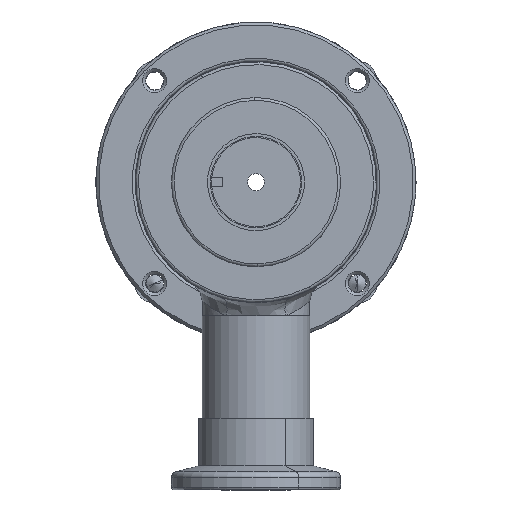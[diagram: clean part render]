
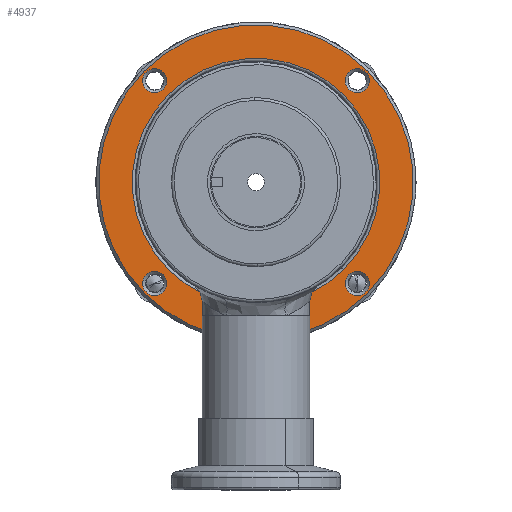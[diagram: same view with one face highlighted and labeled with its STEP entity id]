
A CAD part, front view. The second image highlights one B-rep face of the part: STEP entity #4937.
In plain terms, the highlighted planar face has unit normal (0, -1, 0).
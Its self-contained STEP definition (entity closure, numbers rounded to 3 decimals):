
#55 = ORIENTED_EDGE ( 'NONE', *, *, #8334, .T. ) ;
#87 = DIRECTION ( 'NONE',  ( 0.707, 0., -0.707 ) ) ;
#746 = VERTEX_POINT ( 'NONE', #8561 ) ;
#765 = DIRECTION ( 'NONE',  ( 0.707, 0., -0.707 ) ) ;
#767 = CIRCLE ( 'NONE', #2851, 2.15 ) ;
#831 = CARTESIAN_POINT ( 'NONE',  ( -19.481, 34.1, 19.481 ) ) ;
#893 = AXIS2_PLACEMENT_3D ( 'NONE', #1748, #4313, #1786 ) ;
#1025 = AXIS2_PLACEMENT_3D ( 'NONE', #8800, #1184, #1766 ) ;
#1086 = DIRECTION ( 'NONE',  ( 0., 1., 0. ) ) ;
#1111 = CIRCLE ( 'NONE', #7043, 21.95 ) ;
#1184 = DIRECTION ( 'NONE',  ( 0., 1., 0. ) ) ;
#1243 = VERTEX_POINT ( 'NONE', #12484 ) ;
#1282 = ORIENTED_EDGE ( 'NONE', *, *, #6326, .T. ) ;
#1412 = VERTEX_POINT ( 'NONE', #9904 ) ;
#1592 = FACE_BOUND ( 'NONE', #8332, .T. ) ;
#1670 = VERTEX_POINT ( 'NONE', #8317 ) ;
#1748 = CARTESIAN_POINT ( 'NONE',  ( 0., 34.1, 0. ) ) ;
#1766 = DIRECTION ( 'NONE',  ( 0.707, 0., -0.707 ) ) ;
#1783 = DIRECTION ( 'NONE',  ( 0.707, 0., -0.707 ) ) ;
#1786 = DIRECTION ( 'NONE',  ( 0.707, 0., -0.707 ) ) ;
#1884 = FACE_BOUND ( 'NONE', #6511, .T. ) ;
#2129 = CARTESIAN_POINT ( 'NONE',  ( 19.728, 34.1, -19.728 ) ) ;
#2275 = EDGE_CURVE ( 'NONE', #5200, #1670, #4542, .T. ) ;
#2429 = AXIS2_PLACEMENT_3D ( 'NONE', #5991, #11153, #4774 ) ;
#2526 = DIRECTION ( 'NONE',  ( 0., 1., 0. ) ) ;
#2841 = VERTEX_POINT ( 'NONE', #11137 ) ;
#2851 = AXIS2_PLACEMENT_3D ( 'NONE', #12592, #6498, #765 ) ;
#2934 = DIRECTION ( 'NONE',  ( 0., 1., 0. ) ) ;
#3014 = EDGE_CURVE ( 'NONE', #9281, #6850, #11773, .T. ) ;
#3045 = ORIENTED_EDGE ( 'NONE', *, *, #10346, .T. ) ;
#3270 = VERTEX_POINT ( 'NONE', #3490 ) ;
#3490 = CARTESIAN_POINT ( 'NONE',  ( -16.44, 34.1, 16.44 ) ) ;
#3609 = AXIS2_PLACEMENT_3D ( 'NONE', #4417, #11476, #5383 ) ;
#3787 = CARTESIAN_POINT ( 'NONE',  ( -15.521, 34.1, 15.521 ) ) ;
#4008 = AXIS2_PLACEMENT_3D ( 'NONE', #8071, #6854, #6660 ) ;
#4126 = FACE_BOUND ( 'NONE', #8240, .T. ) ;
#4313 = DIRECTION ( 'NONE',  ( 0., 1., 0. ) ) ;
#4344 = CARTESIAN_POINT ( 'NONE',  ( 17.961, 34.1, -17.961 ) ) ;
#4417 = CARTESIAN_POINT ( 'NONE',  ( 17.961, 34.1, -17.961 ) ) ;
#4432 = DIRECTION ( 'NONE',  ( 0., 1., 0. ) ) ;
#4448 = DIRECTION ( 'NONE',  ( 0.707, 0., -0.707 ) ) ;
#4450 = DIRECTION ( 'NONE',  ( 0., 1., 0. ) ) ;
#4478 = VERTEX_POINT ( 'NONE', #5265 ) ;
#4542 = CIRCLE ( 'NONE', #11481, 2.15 ) ;
#4728 = VERTEX_POINT ( 'NONE', #2129 ) ;
#4774 = DIRECTION ( 'NONE',  ( 0.707, 0., -0.707 ) ) ;
#4805 = EDGE_CURVE ( 'NONE', #10898, #3270, #11032, .T. ) ;
#4863 = AXIS2_PLACEMENT_3D ( 'NONE', #6878, #1086, #7910 ) ;
#4937 = ADVANCED_FACE ( 'NONE', ( #7112, #1884, #9479, #6778, #4126, #1592 ), #8285, .F. ) ;
#5200 = VERTEX_POINT ( 'NONE', #11618 ) ;
#5265 = CARTESIAN_POINT ( 'NONE',  ( 16.44, 34.1, -16.44 ) ) ;
#5383 = DIRECTION ( 'NONE',  ( 0.707, 0., -0.707 ) ) ;
#5498 = AXIS2_PLACEMENT_3D ( 'NONE', #4344, #4432, #4448 ) ;
#5713 = EDGE_CURVE ( 'NONE', #1243, #2841, #5918, .T. ) ;
#5752 = DIRECTION ( 'NONE',  ( 0., -1., 0. ) ) ;
#5891 = CIRCLE ( 'NONE', #5498, 2.15 ) ;
#5918 = CIRCLE ( 'NONE', #4008, 2.15 ) ;
#5991 = CARTESIAN_POINT ( 'NONE',  ( 0., 34.1, 0. ) ) ;
#6315 = ORIENTED_EDGE ( 'NONE', *, *, #6404, .T. ) ;
#6326 = EDGE_CURVE ( 'NONE', #4728, #1412, #10189, .T. ) ;
#6404 = EDGE_CURVE ( 'NONE', #6850, #9281, #1111, .T. ) ;
#6498 = DIRECTION ( 'NONE',  ( 0., 1., 0. ) ) ;
#6511 = EDGE_LOOP ( 'NONE', ( #7371, #11063 ) ) ;
#6660 = DIRECTION ( 'NONE',  ( 0.707, 0., -0.707 ) ) ;
#6778 = FACE_OUTER_BOUND ( 'NONE', #7933, .T. ) ;
#6846 = EDGE_CURVE ( 'NONE', #746, #4478, #5891, .T. ) ;
#6850 = VERTEX_POINT ( 'NONE', #3787 ) ;
#6854 = DIRECTION ( 'NONE',  ( 0., 1., 0. ) ) ;
#6878 = CARTESIAN_POINT ( 'NONE',  ( -17.961, 34.1, -17.961 ) ) ;
#6997 = ORIENTED_EDGE ( 'NONE', *, *, #4805, .T. ) ;
#7043 = AXIS2_PLACEMENT_3D ( 'NONE', #9043, #2934, #8916 ) ;
#7112 = FACE_BOUND ( 'NONE', #8187, .T. ) ;
#7177 = EDGE_LOOP ( 'NONE', ( #6997, #55 ) ) ;
#7371 = ORIENTED_EDGE ( 'NONE', *, *, #2275, .T. ) ;
#7590 = CARTESIAN_POINT ( 'NONE',  ( 15.521, 34.1, -15.521 ) ) ;
#7910 = DIRECTION ( 'NONE',  ( 0.707, 0., -0.707 ) ) ;
#7933 = EDGE_LOOP ( 'NONE', ( #1282, #12627 ) ) ;
#7981 = EDGE_CURVE ( 'NONE', #2841, #1243, #10606, .T. ) ;
#7984 = CIRCLE ( 'NONE', #3609, 2.15 ) ;
#8071 = CARTESIAN_POINT ( 'NONE',  ( -17.961, 34.1, -17.961 ) ) ;
#8187 = EDGE_LOOP ( 'NONE', ( #3045, #11916 ) ) ;
#8240 = EDGE_LOOP ( 'NONE', ( #8960, #6315 ) ) ;
#8285 = PLANE ( 'NONE',  #8641 ) ;
#8317 = CARTESIAN_POINT ( 'NONE',  ( 19.481, 34.1, 16.44 ) ) ;
#8324 = EDGE_CURVE ( 'NONE', #1670, #5200, #12178, .T. ) ;
#8332 = EDGE_LOOP ( 'NONE', ( #8643, #10264 ) ) ;
#8334 = EDGE_CURVE ( 'NONE', #3270, #10898, #767, .T. ) ;
#8561 = CARTESIAN_POINT ( 'NONE',  ( 19.481, 34.1, -19.481 ) ) ;
#8641 = AXIS2_PLACEMENT_3D ( 'NONE', #8733, #2526, #1783 ) ;
#8643 = ORIENTED_EDGE ( 'NONE', *, *, #5713, .T. ) ;
#8671 = AXIS2_PLACEMENT_3D ( 'NONE', #11839, #5752, #87 ) ;
#8733 = CARTESIAN_POINT ( 'NONE',  ( 20.082, 34.1, 20.082 ) ) ;
#8800 = CARTESIAN_POINT ( 'NONE',  ( -17.961, 34.1, 17.961 ) ) ;
#8916 = DIRECTION ( 'NONE',  ( 0.707, 0., -0.707 ) ) ;
#8960 = ORIENTED_EDGE ( 'NONE', *, *, #3014, .T. ) ;
#9043 = CARTESIAN_POINT ( 'NONE',  ( 0., 34.1, 0. ) ) ;
#9078 = CIRCLE ( 'NONE', #8671, 27.9 ) ;
#9281 = VERTEX_POINT ( 'NONE', #7590 ) ;
#9479 = FACE_BOUND ( 'NONE', #7177, .T. ) ;
#9904 = CARTESIAN_POINT ( 'NONE',  ( -19.728, 34.1, 19.728 ) ) ;
#10189 = CIRCLE ( 'NONE', #2429, 27.9 ) ;
#10264 = ORIENTED_EDGE ( 'NONE', *, *, #7981, .T. ) ;
#10346 = EDGE_CURVE ( 'NONE', #4478, #746, #7984, .T. ) ;
#10490 = CARTESIAN_POINT ( 'NONE',  ( 17.961, 34.1, 17.961 ) ) ;
#10606 = CIRCLE ( 'NONE', #4863, 2.15 ) ;
#10898 = VERTEX_POINT ( 'NONE', #831 ) ;
#11025 = EDGE_CURVE ( 'NONE', #1412, #4728, #9078, .T. ) ;
#11032 = CIRCLE ( 'NONE', #1025, 2.15 ) ;
#11063 = ORIENTED_EDGE ( 'NONE', *, *, #8324, .T. ) ;
#11137 = CARTESIAN_POINT ( 'NONE',  ( -16.44, 34.1, -19.481 ) ) ;
#11153 = DIRECTION ( 'NONE',  ( 0., -1., 0. ) ) ;
#11181 = CARTESIAN_POINT ( 'NONE',  ( 17.961, 34.1, 17.961 ) ) ;
#11210 = DIRECTION ( 'NONE',  ( 0., 1., 0. ) ) ;
#11240 = DIRECTION ( 'NONE',  ( 0.707, 0., -0.707 ) ) ;
#11476 = DIRECTION ( 'NONE',  ( 0., 1., 0. ) ) ;
#11481 = AXIS2_PLACEMENT_3D ( 'NONE', #11181, #11210, #11240 ) ;
#11507 = DIRECTION ( 'NONE',  ( 0.707, 0., -0.707 ) ) ;
#11618 = CARTESIAN_POINT ( 'NONE',  ( 16.44, 34.1, 19.481 ) ) ;
#11773 = CIRCLE ( 'NONE', #893, 21.95 ) ;
#11826 = AXIS2_PLACEMENT_3D ( 'NONE', #10490, #4450, #11507 ) ;
#11839 = CARTESIAN_POINT ( 'NONE',  ( 0., 34.1, 0. ) ) ;
#11916 = ORIENTED_EDGE ( 'NONE', *, *, #6846, .T. ) ;
#12178 = CIRCLE ( 'NONE', #11826, 2.15 ) ;
#12484 = CARTESIAN_POINT ( 'NONE',  ( -19.481, 34.1, -16.44 ) ) ;
#12592 = CARTESIAN_POINT ( 'NONE',  ( -17.961, 34.1, 17.961 ) ) ;
#12627 = ORIENTED_EDGE ( 'NONE', *, *, #11025, .T. ) ;
